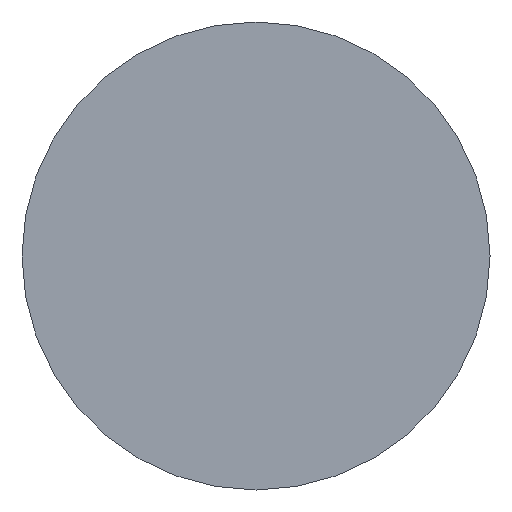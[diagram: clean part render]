
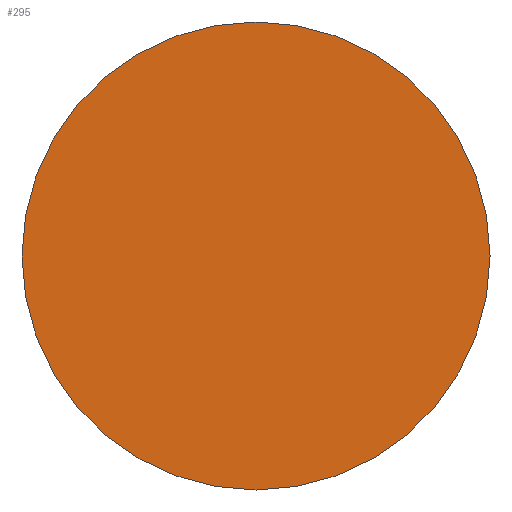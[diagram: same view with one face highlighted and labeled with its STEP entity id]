
A CAD part, front view. The second image highlights one B-rep face of the part: STEP entity #295.
In plain terms, the highlighted planar face has unit normal (0, -1, 0).
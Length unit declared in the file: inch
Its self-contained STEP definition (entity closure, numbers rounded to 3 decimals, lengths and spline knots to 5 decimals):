
#3 = EDGE_CURVE ( 'NONE', #267, #122, #192, .T. ) ;
#33 = CARTESIAN_POINT ( 'NONE',  ( 0., 0., 0. ) ) ;
#62 = DIRECTION ( 'NONE',  ( 0., 0., -1. ) ) ;
#65 = DIRECTION ( 'NONE',  ( 0., -1., 0. ) ) ;
#74 = CARTESIAN_POINT ( 'NONE',  ( 0., 0., 0. ) ) ;
#102 = CIRCLE ( 'NONE', #111, 0.15625 ) ;
#111 = AXIS2_PLACEMENT_3D ( 'NONE', #142, #249, #251 ) ;
#122 = VERTEX_POINT ( 'NONE', #243 ) ;
#139 = ORIENTED_EDGE ( 'NONE', *, *, #207, .T. ) ;
#142 = CARTESIAN_POINT ( 'NONE',  ( 0., 0., 0. ) ) ;
#171 = ORIENTED_EDGE ( 'NONE', *, *, #3, .T. ) ;
#192 = CIRCLE ( 'NONE', #281, 0.15625 ) ;
#204 = PLANE ( 'NONE',  #289 ) ;
#207 = EDGE_CURVE ( 'NONE', #122, #267, #102, .T. ) ;
#236 = DIRECTION ( 'NONE',  ( 0., -1., 0. ) ) ;
#243 = CARTESIAN_POINT ( 'NONE',  ( 0., 0., -0.15625 ) ) ;
#245 = EDGE_LOOP ( 'NONE', ( #139, #171 ) ) ;
#249 = DIRECTION ( 'NONE',  ( 0., -1., 0. ) ) ;
#251 = DIRECTION ( 'NONE',  ( 0., 0., -1. ) ) ;
#264 = DIRECTION ( 'NONE',  ( 0., 0., -1. ) ) ;
#267 = VERTEX_POINT ( 'NONE', #305 ) ;
#280 = FACE_OUTER_BOUND ( 'NONE', #245, .T. ) ;
#281 = AXIS2_PLACEMENT_3D ( 'NONE', #74, #65, #264 ) ;
#289 = AXIS2_PLACEMENT_3D ( 'NONE', #33, #236, #62 ) ;
#295 = ADVANCED_FACE ( 'NONE', ( #280 ), #204, .T. ) ;
#305 = CARTESIAN_POINT ( 'NONE',  ( 0., 0., 0.15625 ) ) ;
